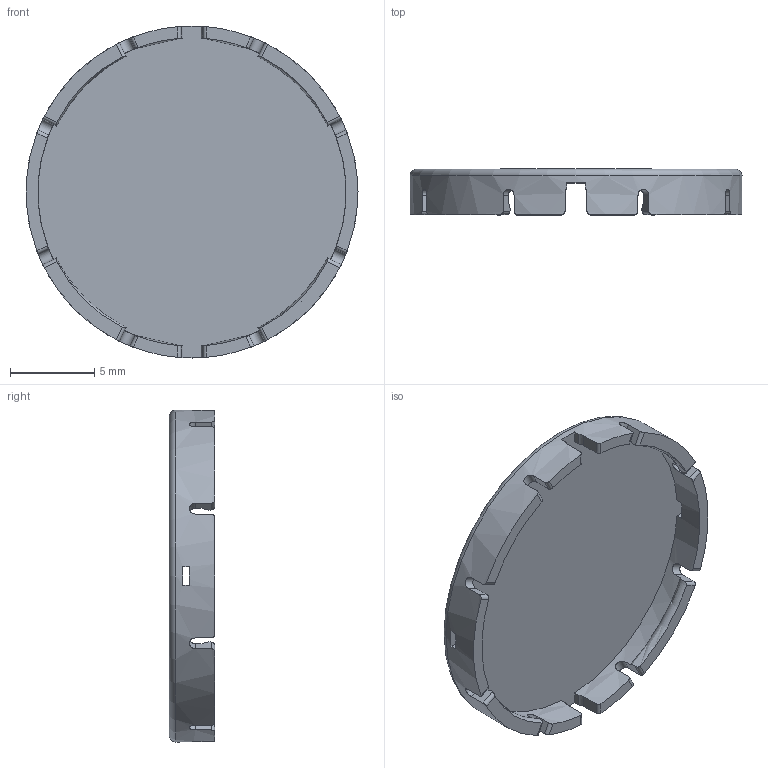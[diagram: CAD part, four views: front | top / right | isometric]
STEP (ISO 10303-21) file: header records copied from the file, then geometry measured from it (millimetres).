
FILE_DESCRIPTION(/* description */ (''),/* implementation_level */ '2;1');
FILE_NAME(/* name */ 'T22RR_ipt.stp',/* time_stamp */ '2017-09-08T11:33:53+02:00',/* author */ ('ahoffmann'),/* organization */ (''),/* preprocessor_version */ 'ST-DEVELOPER v16.1',/* originating_system */ 'Autodesk Inventor 2016',/* authorisation */ '');
FILE_SCHEMA (('AUTOMOTIVE_DESIGN { 1 0 10303 214 3 1 1 }'));
Length unit declared in the file: millimetre
Products named in the file (1): T22RR_ipt
Bounding box: 19.7 x 2.7 x 19.7 mm (x, y, z)
Volume: 314.3 mm3; surface area: 876.8 mm2
Topology: 1 solids, 1 shells, 82 faces, 245 edges, 163 vertices
Faces by surface type: plane 42, cylinder 35, torus 5
Full cylindrical faces by diameter (mm): 19.7 x1
Entity records: 3420 total; most frequent: CARTESIAN_POINT 1275, ORIENTED_EDGE 484, DIRECTION 390, EDGE_CURVE 242, VERTEX_POINT 162, LINE 132, VECTOR 132, AXIS2_PLACEMENT_3D 129
